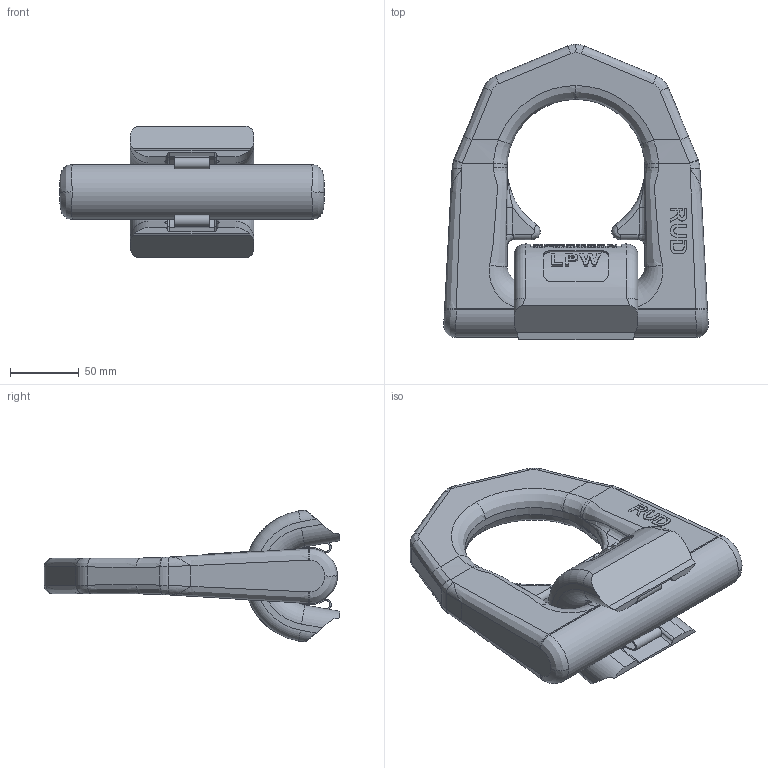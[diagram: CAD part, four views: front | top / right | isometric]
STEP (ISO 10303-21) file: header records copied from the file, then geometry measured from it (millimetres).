
FILE_DESCRIPTION((''),'2;1');
FILE_NAME('001-M35499-P6_ASM','2017-10-10T',('anja.joas'),(''),'PRO/ENGINEER BY PARAMETRIC TECHNOLOGY CORPORATION, 2011490','PRO/ENGINEER BY PARAMETRIC TECHNOLOGY CORPORATION, 2011490','');
FILE_SCHEMA(('CONFIG_CONTROL_DESIGN'));
Products named in the file (4): 001-M35499-P5; 001-M35499-P1; 001-M35148-P-3; 001-M35499-P6_ASM
Assembly tree (3 placements, depth 2):
  001-M35499-P6_ASM
    001-M35499-P5
    001-M35499-P1
    001-M35148-P-3
Bounding box: 192.19 x 214.5 x 95.78 mm (x, y, z)
Volume: 939420.8 mm3; surface area: 118288.1 mm2
Topology: 3 solids, 3 shells, 762 faces, 2060 edges, 1326 vertices
Faces by surface type: plane 522, cylinder 112, bspline 96, torus 20, extrusion 8, sphere 4
Entity records: 50063 total; most frequent: CARTESIAN_POINT 32646, ORIENTED_EDGE 4112, DIRECTION 2878, EDGE_CURVE 2056, VERTEX_POINT 1326, AXIS2_PLACEMENT_3D 1009, B_SPLINE_CURVE_WITH_KNOTS 868, VECTOR 860
